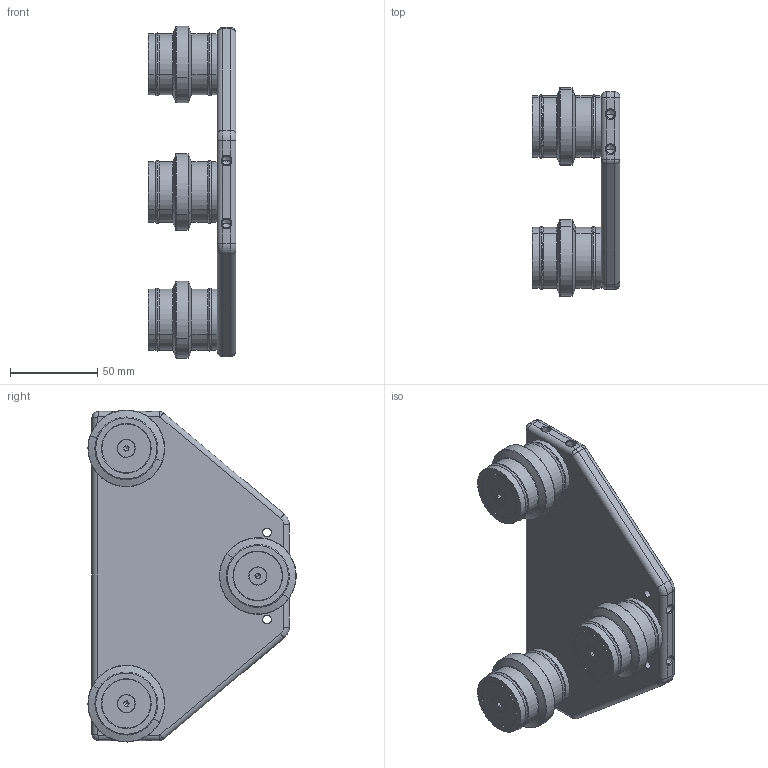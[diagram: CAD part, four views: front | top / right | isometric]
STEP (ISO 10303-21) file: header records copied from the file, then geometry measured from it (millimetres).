
FILE_DESCRIPTION (( 'STEP AP214' ), '1' );
FILE_NAME ('40X40 SD Roller Carriage Kit, Outside Mount (40MLM-0411-001-01).STEP', '2025-06-19T15:41:29', ( '' ), ( '' ), 'SwSTEP 2.0', 'SolidWorks 2020', '' );
FILE_SCHEMA (( 'AUTOMOTIVE_DESIGN' ));
Length unit declared in the file: millimetre
Products named in the file (1): 40X40 SD Roller Carriage Kit, Outside Mount (40MLM-0411-001-01)
Bounding box: 50.42 x 119.3 x 190.24 mm (x, y, z)
Volume: 270573.9 mm3; surface area: 110756.9 mm2
Topology: 31 solids, 37 shells, 1261 faces, 2858 edges, 1733 vertices
Faces by surface type: plane 432, cylinder 343, cone 190, torus 179, bspline 117
Entity records: 54445 total; most frequent: CARTESIAN_POINT 12006, DIRECTION 6030, ORIENTED_EDGE 5644, EDGE_CURVE 2822, AXIS2_PLACEMENT_3D 2321, VERTEX_POINT 1733, EDGE_LOOP 1423, LINE 1388
